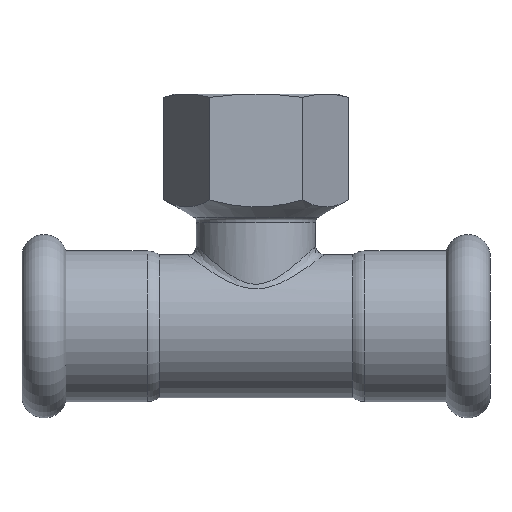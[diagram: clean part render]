
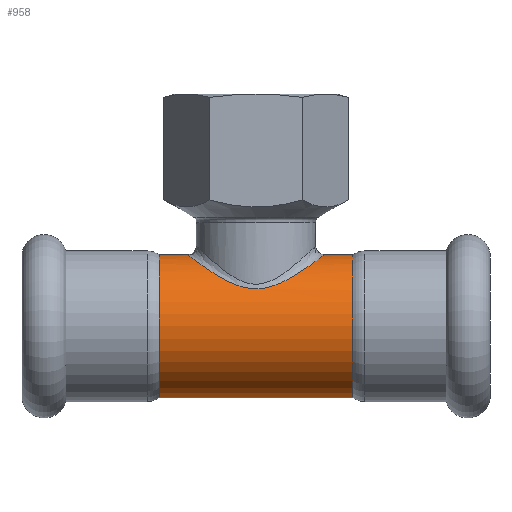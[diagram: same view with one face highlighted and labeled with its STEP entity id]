
A CAD part, front view. The second image highlights one B-rep face of the part: STEP entity #958.
In plain terms, the highlighted cylindrical face has radius 12 mm (diameter 24 mm), a full revolution.
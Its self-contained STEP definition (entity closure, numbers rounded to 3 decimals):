
#19=B_SPLINE_CURVE_WITH_KNOTS('',3,(#1998,#1999,#2000,#2001,#2002,#2003,
#2004,#2005,#2006,#2007,#2008,#2009,#2010,#2011,#2012,#2013,#2014,#2015,
#2016,#2017,#2018,#2019,#2020,#2021,#2022),.UNSPECIFIED.,.T.,.F.,(4,1,1,
1,1,1,1,1,1,1,1,1,1,1,1,1,1,1,1,1,1,1,4),(-6.529,-6.296,
-6.062,-5.596,-5.285,-4.974,-4.663,
-4.352,-4.042,-3.731,-3.42,
-3.264,-3.109,-2.798,-2.487,
-2.176,-1.865,-1.632,-1.399,
-0.933,-0.466,-0.233,0.),
 .UNSPECIFIED.);
#24=FACE_BOUND('',#254,.T.);
#123=LINE('',#2034,#151);
#151=VECTOR('',#1354,12.);
#167=CYLINDRICAL_SURFACE('',#1088,12.);
#205=FACE_OUTER_BOUND('',#253,.T.);
#253=EDGE_LOOP('',(#811,#812,#813,#814,#815,#816,#817,#818));
#254=EDGE_LOOP('',(#819));
#333=CIRCLE('',#1089,12.);
#334=CIRCLE('',#1090,12.);
#335=CIRCLE('',#1091,12.);
#336=CIRCLE('',#1092,12.);
#337=CIRCLE('',#1093,12.);
#338=CIRCLE('',#1094,12.);
#439=VERTEX_POINT('',#1965);
#443=VERTEX_POINT('',#2028);
#444=VERTEX_POINT('',#2029);
#445=VERTEX_POINT('',#2031);
#446=VERTEX_POINT('',#2033);
#447=VERTEX_POINT('',#2035);
#448=VERTEX_POINT('',#2037);
#576=EDGE_CURVE('',#439,#439,#19,.T.);
#579=EDGE_CURVE('',#443,#444,#333,.T.);
#580=EDGE_CURVE('',#445,#443,#334,.T.);
#581=EDGE_CURVE('',#445,#446,#123,.T.);
#582=EDGE_CURVE('',#446,#447,#335,.T.);
#583=EDGE_CURVE('',#447,#448,#336,.T.);
#584=EDGE_CURVE('',#448,#446,#337,.T.);
#585=EDGE_CURVE('',#444,#445,#338,.T.);
#811=ORIENTED_EDGE('',*,*,#579,.F.);
#812=ORIENTED_EDGE('',*,*,#580,.F.);
#813=ORIENTED_EDGE('',*,*,#581,.T.);
#814=ORIENTED_EDGE('',*,*,#582,.T.);
#815=ORIENTED_EDGE('',*,*,#583,.T.);
#816=ORIENTED_EDGE('',*,*,#584,.T.);
#817=ORIENTED_EDGE('',*,*,#581,.F.);
#818=ORIENTED_EDGE('',*,*,#585,.F.);
#819=ORIENTED_EDGE('',*,*,#576,.F.);
#958=ADVANCED_FACE('',(#205,#24),#167,.T.);
#1088=AXIS2_PLACEMENT_3D('',#2027,#1348,#1349);
#1089=AXIS2_PLACEMENT_3D('',#2030,#1350,#1351);
#1090=AXIS2_PLACEMENT_3D('',#2032,#1352,#1353);
#1091=AXIS2_PLACEMENT_3D('',#2036,#1355,#1356);
#1092=AXIS2_PLACEMENT_3D('',#2038,#1357,#1358);
#1093=AXIS2_PLACEMENT_3D('',#2039,#1359,#1360);
#1094=AXIS2_PLACEMENT_3D('',#2040,#1361,#1362);
#1348=DIRECTION('center_axis',(1.,0.,0.));
#1349=DIRECTION('ref_axis',(0.,1.,0.));
#1350=DIRECTION('center_axis',(1.,0.,0.));
#1351=DIRECTION('ref_axis',(0.,1.,0.));
#1352=DIRECTION('center_axis',(1.,0.,0.));
#1353=DIRECTION('ref_axis',(0.,1.,0.));
#1354=DIRECTION('',(-1.,0.,0.));
#1355=DIRECTION('center_axis',(1.,0.,0.));
#1356=DIRECTION('ref_axis',(0.,1.,0.));
#1357=DIRECTION('center_axis',(1.,0.,0.));
#1358=DIRECTION('ref_axis',(0.,1.,0.));
#1359=DIRECTION('center_axis',(1.,0.,0.));
#1360=DIRECTION('ref_axis',(0.,1.,0.));
#1361=DIRECTION('center_axis',(1.,0.,0.));
#1362=DIRECTION('ref_axis',(0.,1.,0.));
#1965=CARTESIAN_POINT('',(0.,10.222,6.285));
#1998=CARTESIAN_POINT('Ctrl Pts',(0.,10.222,
6.285));
#1999=CARTESIAN_POINT('Ctrl Pts',(-0.924,10.222,6.285));
#2000=CARTESIAN_POINT('Ctrl Pts',(-2.756,10.017,6.631));
#2001=CARTESIAN_POINT('Ctrl Pts',(-5.893,8.981,8.07));
#2002=CARTESIAN_POINT('Ctrl Pts',(-8.656,7.058,9.909));
#2003=CARTESIAN_POINT('Ctrl Pts',(-10.768,4.031,11.442));
#2004=CARTESIAN_POINT('Ctrl Pts',(-11.665,0.847,12.127));
#2005=CARTESIAN_POINT('Ctrl Pts',(-11.354,-2.496,11.888));
#2006=CARTESIAN_POINT('Ctrl Pts',(-9.955,-5.41,10.842));
#2007=CARTESIAN_POINT('Ctrl Pts',(-7.819,-7.676,9.336));
#2008=CARTESIAN_POINT('Ctrl Pts',(-5.157,-9.287,7.692));
#2009=CARTESIAN_POINT('Ctrl Pts',(-2.465,-10.084,6.517));
#2010=CARTESIAN_POINT('Ctrl Pts',(0.,-10.269,
6.206));
#2011=CARTESIAN_POINT('Ctrl Pts',(2.464,-10.084,6.518));
#2012=CARTESIAN_POINT('Ctrl Pts',(5.158,-9.288,7.692));
#2013=CARTESIAN_POINT('Ctrl Pts',(7.818,-7.676,9.336));
#2014=CARTESIAN_POINT('Ctrl Pts',(9.955,-5.412,10.842));
#2015=CARTESIAN_POINT('Ctrl Pts',(11.235,-2.737,11.798));
#2016=CARTESIAN_POINT('Ctrl Pts',(11.614,-0.002,
12.087));
#2017=CARTESIAN_POINT('Ctrl Pts',(11.159,3.292,11.74));
#2018=CARTESIAN_POINT('Ctrl Pts',(9.081,6.774,10.191));
#2019=CARTESIAN_POINT('Ctrl Pts',(5.894,8.975,8.07));
#2020=CARTESIAN_POINT('Ctrl Pts',(2.756,10.019,6.631));
#2021=CARTESIAN_POINT('Ctrl Pts',(0.924,10.222,6.285));
#2022=CARTESIAN_POINT('Ctrl Pts',(0.,10.222,
6.285));
#2027=CARTESIAN_POINT('Origin',(12.534,0.,0.));
#2028=CARTESIAN_POINT('',(16.268,12.,0.));
#2029=CARTESIAN_POINT('',(16.268,0.,12.));
#2030=CARTESIAN_POINT('Origin',(16.268,0.,0.));
#2031=CARTESIAN_POINT('',(16.268,-12.,0.));
#2032=CARTESIAN_POINT('Origin',(16.268,0.,0.));
#2033=CARTESIAN_POINT('',(-16.268,-12.,0.));
#2034=CARTESIAN_POINT('',(12.534,-12.,0.));
#2035=CARTESIAN_POINT('',(-16.268,12.,0.));
#2036=CARTESIAN_POINT('Origin',(-16.268,0.,0.));
#2037=CARTESIAN_POINT('',(-16.268,0.,12.));
#2038=CARTESIAN_POINT('Origin',(-16.268,0.,0.));
#2039=CARTESIAN_POINT('Origin',(-16.268,0.,0.));
#2040=CARTESIAN_POINT('Origin',(16.268,0.,0.));
